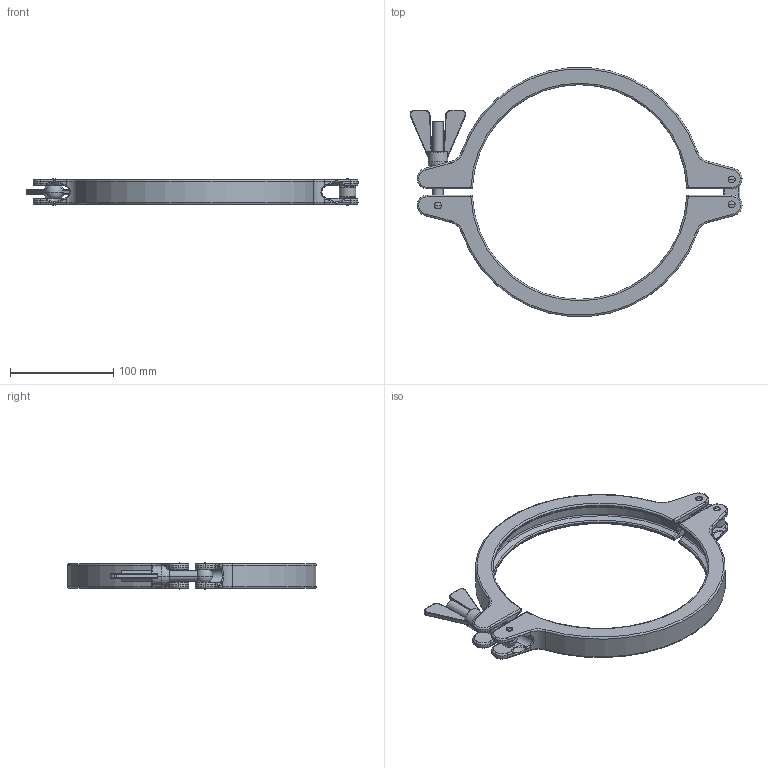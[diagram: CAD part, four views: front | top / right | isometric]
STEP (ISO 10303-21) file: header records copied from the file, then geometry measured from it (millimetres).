
FILE_DESCRIPTION (( 'STEP AP214' ), '1' );
FILE_NAME ('CL.SAF.0800.STEP', '2020-05-19T12:19:31', ( '' ), ( '' ), 'SwSTEP 2.0', 'SolidWorks 2020', '' );
FILE_SCHEMA (( 'AUTOMOTIVE_DESIGN' ));
Length unit declared in the file: millimetre
Products named in the file (1): CL.SAF.0800
Bounding box: 320.93 x 240.57 x 25.3 mm (x, y, z)
Volume: 282735 mm3; surface area: 86833 mm2
Topology: 3 solids, 5 shells, 440 faces, 1034 edges, 572 vertices
Faces by surface type: cylinder 155, torus 92, bspline 92, plane 55, sphere 42, cone 4
Entity records: 15557 total; most frequent: CARTESIAN_POINT 6165, DIRECTION 2005, ORIENTED_EDGE 1966, EDGE_CURVE 983, AXIS2_PLACEMENT_3D 873, VERTEX_POINT 567, CIRCLE 524, EDGE_LOOP 468
